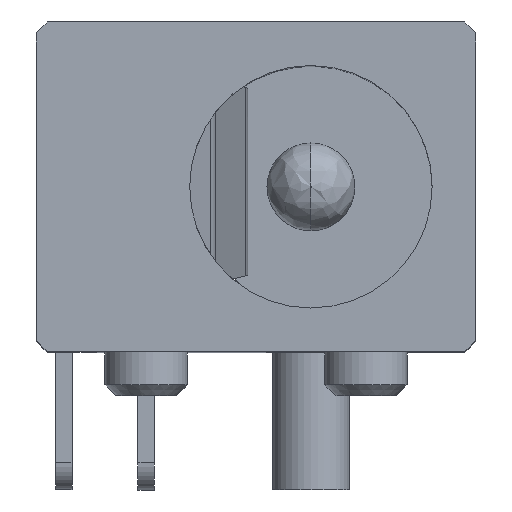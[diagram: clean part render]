
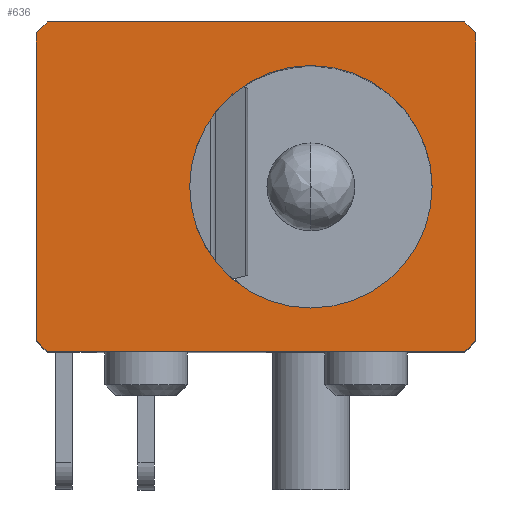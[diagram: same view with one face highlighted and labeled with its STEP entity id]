
A CAD part, top view. The second image highlights one B-rep face of the part: STEP entity #636.
In plain terms, the highlighted planar face has unit normal (0, 0, 1).
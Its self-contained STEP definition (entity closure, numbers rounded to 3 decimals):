
#49 = CARTESIAN_POINT ( 'NONE',  ( -4.8, 3., 0. ) ) ;
#189 = EDGE_CURVE ( 'NONE', #2557, #1636, #3831, .T. ) ;
#232 = ORIENTED_EDGE ( 'NONE', *, *, #1980, .T. ) ;
#366 = PLANE ( 'NONE',  #4210 ) ;
#414 = EDGE_CURVE ( 'NONE', #5526, #5782, #1471, .T. ) ;
#496 = ORIENTED_EDGE ( 'NONE', *, *, #1800, .F. ) ;
#636 = ADVANCED_FACE ( 'NONE', ( #825, #5300 ), #366, .T. ) ;
#758 = CARTESIAN_POINT ( 'NONE',  ( -5., 2.8, 0. ) ) ;
#772 = VECTOR ( 'NONE', #3593, 1000. ) ;
#825 = FACE_BOUND ( 'NONE', #1157, .T. ) ;
#828 = CARTESIAN_POINT ( 'NONE',  ( 3., -2.8, 0. ) ) ;
#895 = EDGE_CURVE ( 'NONE', #4450, #5261, #1672, .T. ) ;
#906 = CARTESIAN_POINT ( 'NONE',  ( -4.8, -3., 0. ) ) ;
#910 = DIRECTION ( 'NONE',  ( 0., 0., 1. ) ) ;
#1096 = EDGE_CURVE ( 'NONE', #1636, #5526, #5173, .T. ) ;
#1101 = VERTEX_POINT ( 'NONE', #1759 ) ;
#1157 = EDGE_LOOP ( 'NONE', ( #3280, #496 ) ) ;
#1248 = DIRECTION ( 'NONE',  ( 0., 0., 1. ) ) ;
#1405 = ORIENTED_EDGE ( 'NONE', *, *, #189, .T. ) ;
#1454 = CARTESIAN_POINT ( 'NONE',  ( 2.8, -3., 0. ) ) ;
#1471 = LINE ( 'NONE', #1454, #5648 ) ;
#1512 = VERTEX_POINT ( 'NONE', #3707 ) ;
#1636 = VERTEX_POINT ( 'NONE', #5898 ) ;
#1645 = LINE ( 'NONE', #49, #772 ) ;
#1649 = EDGE_CURVE ( 'NONE', #1101, #3701, #1645, .T. ) ;
#1672 = LINE ( 'NONE', #5141, #1953 ) ;
#1759 = CARTESIAN_POINT ( 'NONE',  ( -4.8, 3., 0. ) ) ;
#1766 = CARTESIAN_POINT ( 'NONE',  ( -5., 2.8, 0. ) ) ;
#1795 = CARTESIAN_POINT ( 'NONE',  ( 0., 0., 0. ) ) ;
#1800 = EDGE_CURVE ( 'NONE', #2982, #1512, #3839, .T. ) ;
#1866 = CARTESIAN_POINT ( 'NONE',  ( 2.8, 3., 0. ) ) ;
#1943 = EDGE_CURVE ( 'NONE', #5261, #1101, #3967, .T. ) ;
#1953 = VECTOR ( 'NONE', #4630, 1000. ) ;
#1980 = EDGE_CURVE ( 'NONE', #5782, #4450, #2555, .T. ) ;
#2113 = CARTESIAN_POINT ( 'NONE',  ( 0., 0., 0. ) ) ;
#2176 = CARTESIAN_POINT ( 'NONE',  ( 3., 2.8, 0. ) ) ;
#2209 = EDGE_CURVE ( 'NONE', #1512, #2982, #2312, .T. ) ;
#2218 = AXIS2_PLACEMENT_3D ( 'NONE', #2113, #2619, #6018 ) ;
#2312 = CIRCLE ( 'NONE', #2218, 2.208 ) ;
#2390 = CARTESIAN_POINT ( 'NONE',  ( -5., -2.8, 0. ) ) ;
#2555 = LINE ( 'NONE', #3003, #2816 ) ;
#2557 = VERTEX_POINT ( 'NONE', #5878 ) ;
#2619 = DIRECTION ( 'NONE',  ( 0., 0., 1. ) ) ;
#2680 = LINE ( 'NONE', #758, #2942 ) ;
#2722 = AXIS2_PLACEMENT_3D ( 'NONE', #5653, #1248, #5549 ) ;
#2816 = VECTOR ( 'NONE', #5986, 1000. ) ;
#2942 = VECTOR ( 'NONE', #4188, 1000. ) ;
#2982 = VERTEX_POINT ( 'NONE', #3914 ) ;
#3003 = CARTESIAN_POINT ( 'NONE',  ( 3., -2.8, 0. ) ) ;
#3202 = DIRECTION ( 'NONE',  ( 0.707, 0.707, 0. ) ) ;
#3280 = ORIENTED_EDGE ( 'NONE', *, *, #2209, .F. ) ;
#3381 = ORIENTED_EDGE ( 'NONE', *, *, #1943, .T. ) ;
#3560 = EDGE_LOOP ( 'NONE', ( #4911, #1405, #4024, #4417, #232, #4625, #3381, #4771 ) ) ;
#3589 = VECTOR ( 'NONE', #5791, 1000. ) ;
#3593 = DIRECTION ( 'NONE',  ( -0.707, -0.707, 0. ) ) ;
#3695 = CARTESIAN_POINT ( 'NONE',  ( 2.8, -3., 0. ) ) ;
#3701 = VERTEX_POINT ( 'NONE', #1766 ) ;
#3707 = CARTESIAN_POINT ( 'NONE',  ( -2.208, 0., 0. ) ) ;
#3713 = DIRECTION ( 'NONE',  ( 1., 0., 0. ) ) ;
#3831 = LINE ( 'NONE', #2390, #3589 ) ;
#3839 = CIRCLE ( 'NONE', #2722, 2.208 ) ;
#3914 = CARTESIAN_POINT ( 'NONE',  ( 2.208, 0., 0. ) ) ;
#3967 = LINE ( 'NONE', #4884, #5595 ) ;
#4024 = ORIENTED_EDGE ( 'NONE', *, *, #1096, .T. ) ;
#4188 = DIRECTION ( 'NONE',  ( 0., -1., 0. ) ) ;
#4210 = AXIS2_PLACEMENT_3D ( 'NONE', #1795, #910, #5708 ) ;
#4316 = EDGE_CURVE ( 'NONE', #3701, #2557, #2680, .T. ) ;
#4417 = ORIENTED_EDGE ( 'NONE', *, *, #414, .T. ) ;
#4450 = VERTEX_POINT ( 'NONE', #2176 ) ;
#4625 = ORIENTED_EDGE ( 'NONE', *, *, #895, .T. ) ;
#4630 = DIRECTION ( 'NONE',  ( -0.707, 0.707, 0. ) ) ;
#4771 = ORIENTED_EDGE ( 'NONE', *, *, #1649, .T. ) ;
#4884 = CARTESIAN_POINT ( 'NONE',  ( 2.8, 3., 0. ) ) ;
#4911 = ORIENTED_EDGE ( 'NONE', *, *, #4316, .T. ) ;
#5019 = VECTOR ( 'NONE', #3713, 1000. ) ;
#5141 = CARTESIAN_POINT ( 'NONE',  ( 3., 2.8, 0. ) ) ;
#5173 = LINE ( 'NONE', #906, #5019 ) ;
#5261 = VERTEX_POINT ( 'NONE', #1866 ) ;
#5300 = FACE_OUTER_BOUND ( 'NONE', #3560, .T. ) ;
#5431 = DIRECTION ( 'NONE',  ( -1., 0., 0. ) ) ;
#5526 = VERTEX_POINT ( 'NONE', #3695 ) ;
#5549 = DIRECTION ( 'NONE',  ( 1., 0., 0. ) ) ;
#5595 = VECTOR ( 'NONE', #5431, 1000. ) ;
#5648 = VECTOR ( 'NONE', #3202, 1000. ) ;
#5653 = CARTESIAN_POINT ( 'NONE',  ( 0., 0., 0. ) ) ;
#5708 = DIRECTION ( 'NONE',  ( 1., 0., 0. ) ) ;
#5782 = VERTEX_POINT ( 'NONE', #828 ) ;
#5791 = DIRECTION ( 'NONE',  ( 0.707, -0.707, 0. ) ) ;
#5878 = CARTESIAN_POINT ( 'NONE',  ( -5., -2.8, 0. ) ) ;
#5898 = CARTESIAN_POINT ( 'NONE',  ( -4.8, -3., 0. ) ) ;
#5986 = DIRECTION ( 'NONE',  ( 0., 1., 0. ) ) ;
#6018 = DIRECTION ( 'NONE',  ( -1., 0., 0. ) ) ;
